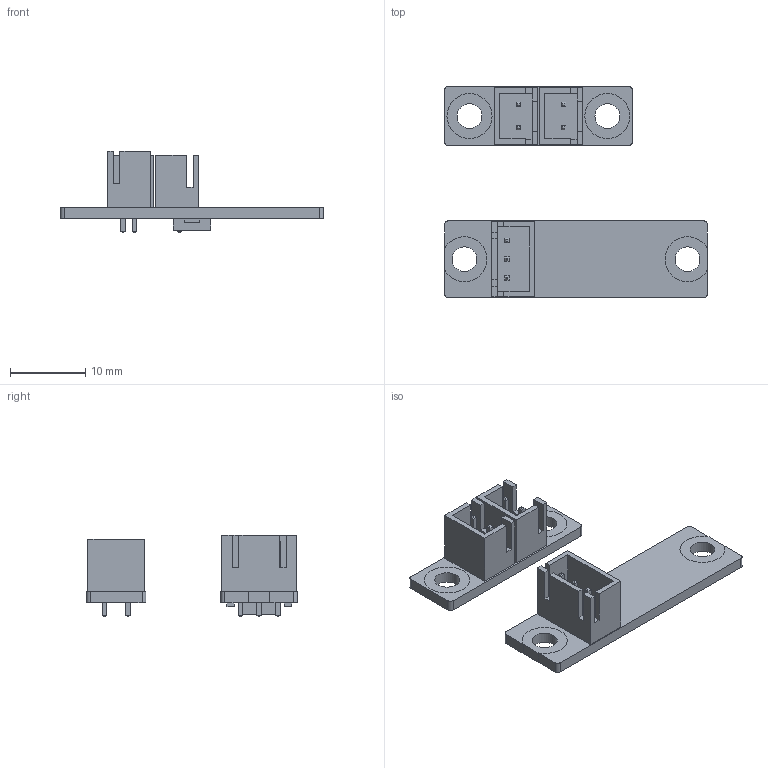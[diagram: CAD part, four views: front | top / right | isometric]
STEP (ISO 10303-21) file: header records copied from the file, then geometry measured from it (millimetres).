
FILE_DESCRIPTION(/* description */ (''),/* implementation_level */ '2;1');
FILE_NAME(/* name */ 'ldo_kirigami_pcbs.step',/* time_stamp */ '2023-06-20T19:20:45+02:00',/* author */ (''),/* organization */ (''),/* preprocessor_version */ 'ST-DEVELOPER v19.2',/* originating_system */ 'Autodesk Translation Framework v12.6.0.85',/* authorisation */ '');
FILE_SCHEMA (('AUTOMOTIVE_DESIGN { 1 0 10303 214 3 1 1 }'));
Length unit declared in the file: millimetre
Products named in the file (9): ldo_kirigami_pcbs; connector_board; connector_pcb; connectors; pins; neopixel_board; neopixel_pcb; neopixel_connector; neopixel_smd
Assembly tree (8 placements, depth 4):
  ldo_kirigami_pcbs
    connector_board
      connector_pcb
      connectors
        pins
    neopixel_board
      neopixel_pcb
      neopixel_connector
      neopixel_smd
Bounding box: 35 x 28.1 x 10.85 mm (x, y, z)
Volume: 1240.5 mm3; surface area: 3068.6 mm2
Topology: 19 solids, 19 shells, 230 faces, 514 edges, 324 vertices
Faces by surface type: plane 208, cylinder 22
Full cylindrical faces by diameter (mm): 3.3 x4, 6 x4
Entity records: 6513 total; most frequent: CARTESIAN_POINT 1085, DIRECTION 1052, ORIENTED_EDGE 1028, EDGE_CURVE 514, LINE 470, VECTOR 470, VERTEX_POINT 324, AXIS2_PLACEMENT_3D 291
